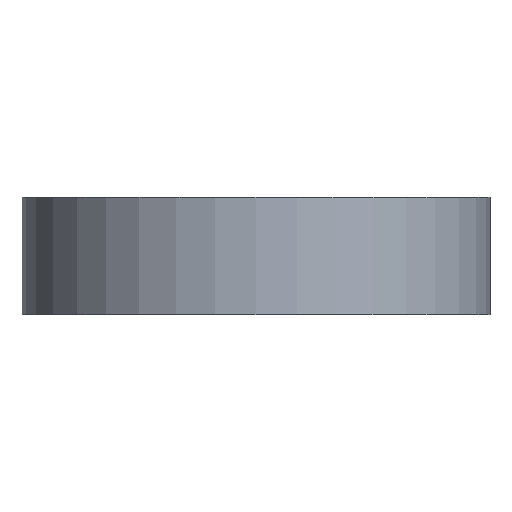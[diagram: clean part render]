
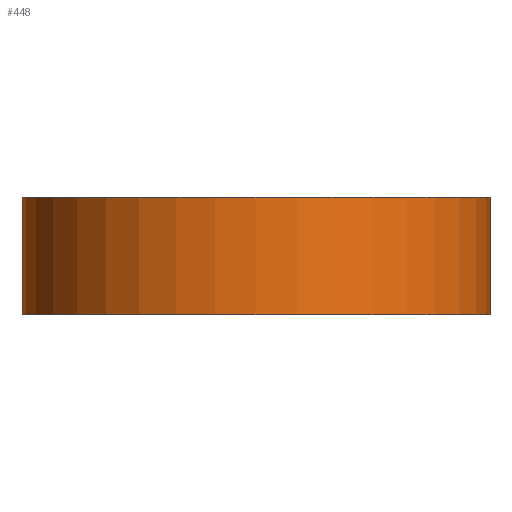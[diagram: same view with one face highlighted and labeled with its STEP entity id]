
A CAD part, front view. The second image highlights one B-rep face of the part: STEP entity #448.
In plain terms, the highlighted cylindrical face has radius 50.8 mm (diameter 101.6 mm), a partial arc.
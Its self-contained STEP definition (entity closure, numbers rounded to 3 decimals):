
#130 = DIRECTION ( 'NONE',  ( -1., 0., 0. ) ) ;
#268 = VECTOR ( 'NONE', #6997, 1000. ) ;
#353 = VERTEX_POINT ( 'NONE', #7884 ) ;
#448 = ADVANCED_FACE ( 'NONE', ( #6670 ), #10190, .T. ) ;
#559 = VECTOR ( 'NONE', #814, 1000. ) ;
#814 = DIRECTION ( 'NONE',  ( 0., 0., -1. ) ) ;
#1657 = DIRECTION ( 'NONE',  ( -1., 0., 0. ) ) ;
#2364 = EDGE_CURVE ( 'NONE', #9984, #9727, #10166, .T. ) ;
#2418 = CIRCLE ( 'NONE', #8745, 50.8 ) ;
#2614 = LINE ( 'NONE', #11039, #559 ) ;
#3254 = ORIENTED_EDGE ( 'NONE', *, *, #4721, .F. ) ;
#3290 = CARTESIAN_POINT ( 'NONE',  ( 0., 0., -25.4 ) ) ;
#3406 = DIRECTION ( 'NONE',  ( 0., 0., -1. ) ) ;
#3551 = CARTESIAN_POINT ( 'NONE',  ( 0., 0., 0. ) ) ;
#3805 = DIRECTION ( 'NONE',  ( 0., 0., -1. ) ) ;
#4412 = DIRECTION ( 'NONE',  ( 0., 0., 1. ) ) ;
#4676 = EDGE_LOOP ( 'NONE', ( #3254, #8124, #7800, #6228 ) ) ;
#4721 = EDGE_CURVE ( 'NONE', #9727, #10118, #2614, .T. ) ;
#4987 = EDGE_CURVE ( 'NONE', #9984, #353, #5563, .T. ) ;
#5176 = DIRECTION ( 'NONE',  ( -1., 0., 0. ) ) ;
#5563 = LINE ( 'NONE', #7968, #268 ) ;
#6228 = ORIENTED_EDGE ( 'NONE', *, *, #8546, .F. ) ;
#6238 = CARTESIAN_POINT ( 'NONE',  ( 50.8, 0., 0. ) ) ;
#6670 = FACE_OUTER_BOUND ( 'NONE', #4676, .T. ) ;
#6960 = CARTESIAN_POINT ( 'NONE',  ( 50.8, 0., -25.4 ) ) ;
#6997 = DIRECTION ( 'NONE',  ( 0., 0., -1. ) ) ;
#7800 = ORIENTED_EDGE ( 'NONE', *, *, #4987, .T. ) ;
#7884 = CARTESIAN_POINT ( 'NONE',  ( -50.8, 0., -25.4 ) ) ;
#7968 = CARTESIAN_POINT ( 'NONE',  ( -50.8, 0., 29.796 ) ) ;
#8124 = ORIENTED_EDGE ( 'NONE', *, *, #2364, .F. ) ;
#8546 = EDGE_CURVE ( 'NONE', #10118, #353, #2418, .T. ) ;
#8547 = CARTESIAN_POINT ( 'NONE',  ( 0., 0., 29.796 ) ) ;
#8681 = CARTESIAN_POINT ( 'NONE',  ( -50.8, 0., 0. ) ) ;
#8738 = AXIS2_PLACEMENT_3D ( 'NONE', #3551, #4412, #1657 ) ;
#8745 = AXIS2_PLACEMENT_3D ( 'NONE', #3290, #3406, #5176 ) ;
#9096 = AXIS2_PLACEMENT_3D ( 'NONE', #8547, #3805, #130 ) ;
#9727 = VERTEX_POINT ( 'NONE', #6238 ) ;
#9984 = VERTEX_POINT ( 'NONE', #8681 ) ;
#10118 = VERTEX_POINT ( 'NONE', #6960 ) ;
#10166 = CIRCLE ( 'NONE', #8738, 50.8 ) ;
#10190 = CYLINDRICAL_SURFACE ( 'NONE', #9096, 50.8 ) ;
#11039 = CARTESIAN_POINT ( 'NONE',  ( 50.8, 0., 29.796 ) ) ;
